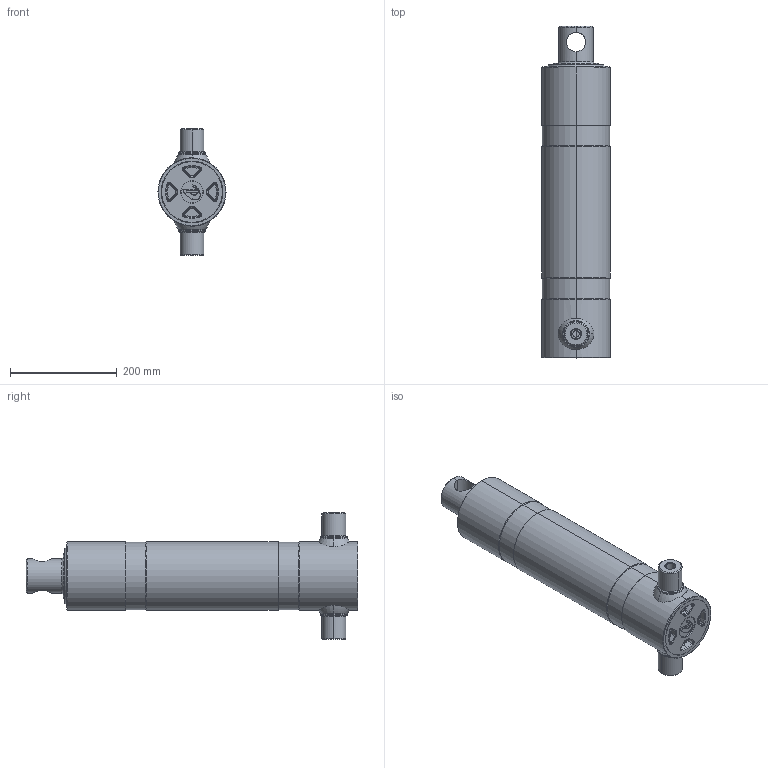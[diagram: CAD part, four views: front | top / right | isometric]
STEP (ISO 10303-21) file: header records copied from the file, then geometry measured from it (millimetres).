
FILE_DESCRIPTION (( 'STEP AP203' ), '1' );
FILE_NAME ('312.B.STEP', '2014-10-13T08:12:46', ( '' ), ( '' ), 'SwSTEP 2.0', 'SolidWorks 2013', '' );
FILE_SCHEMA (( 'CONFIG_CONTROL_DESIGN' ));
Length unit declared in the file: millimetre
Products named in the file (1): 312.B
Bounding box: 128 x 623 x 237 mm (x, y, z)
Surface area: 636405.2 mm2 (no closed solid volume)
Topology: 0 solids, 12 shells, 248 faces, 632 edges, 386 vertices
Faces by surface type: torus 74, cylinder 72, cone 68, plane 27, bspline 7
Entity records: 9295 total; most frequent: CARTESIAN_POINT 3181, DIRECTION 1432, ORIENTED_EDGE 1124, EDGE_CURVE 632, AXIS2_PLACEMENT_3D 615, VERTEX_POINT 386, CIRCLE 373, EDGE_LOOP 259
